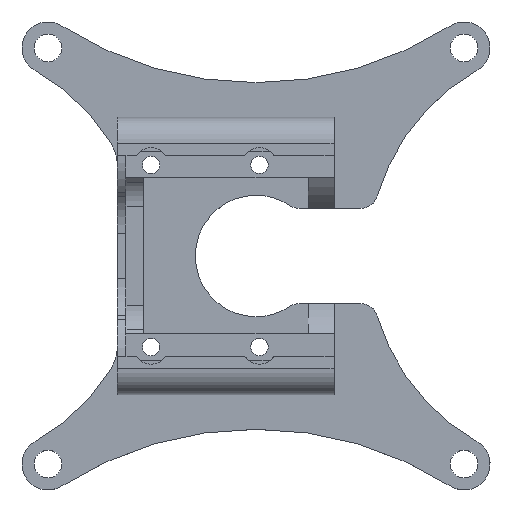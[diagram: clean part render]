
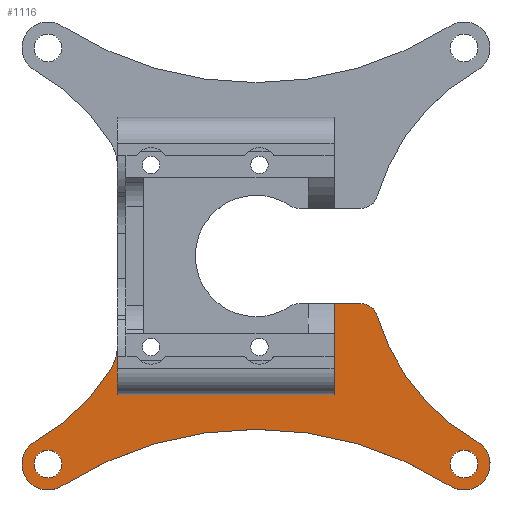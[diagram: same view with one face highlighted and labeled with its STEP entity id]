
A CAD part, top view. The second image highlights one B-rep face of the part: STEP entity #1116.
In plain terms, the highlighted planar face has unit normal (0, 0, 1).
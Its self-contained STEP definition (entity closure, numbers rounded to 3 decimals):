
#278 = VERTEX_POINT('',#279);
#279 = CARTESIAN_POINT('',(-16.,-10.413,1.));
#287 = EDGE_CURVE('',#288,#278,#290,.T.);
#288 = VERTEX_POINT('',#289);
#289 = CARTESIAN_POINT('',(-16.,-11.766,1.));
#290 = LINE('',#291,#292);
#291 = CARTESIAN_POINT('',(-16.,0.,1.));
#292 = VECTOR('',#293,1.);
#293 = DIRECTION('',(0.,1.,0.));
#295 = EDGE_CURVE('',#288,#296,#298,.T.);
#296 = VERTEX_POINT('',#297);
#297 = CARTESIAN_POINT('',(-16.,-16.,1.));
#298 = LINE('',#299,#300);
#299 = CARTESIAN_POINT('',(-16.,-4.213,1.));
#300 = VECTOR('',#301,1.);
#301 = DIRECTION('',(0.,-1.,0.));
#1071 = EDGE_CURVE('',#278,#1072,#1074,.T.);
#1072 = VERTEX_POINT('',#1073);
#1073 = CARTESIAN_POINT('',(-16.766,-13.073,1.));
#1074 = CIRCLE('',#1075,5.);
#1075 = AXIS2_PLACEMENT_3D('',#1076,#1077,#1078);
#1076 = CARTESIAN_POINT('',(-21.,-10.413,1.));
#1077 = DIRECTION('',(0.,0.,-1.));
#1078 = DIRECTION('',(0.,1.,0.));
#1116 = ADVANCED_FACE('',(#1117,#1207,#1218),#1229,.T.);
#1117 = FACE_BOUND('',#1118,.T.);
#1118 = EDGE_LOOP('',(#1119,#1128,#1137,#1146,#1155,#1164,#1173,#1182,
    #1190,#1198,#1204,#1205,#1206));
#1119 = ORIENTED_EDGE('',*,*,#1120,.F.);
#1120 = EDGE_CURVE('',#1121,#1072,#1123,.T.);
#1121 = VERTEX_POINT('',#1122);
#1122 = CARTESIAN_POINT('',(-25.477,-21.389,1.));
#1123 = CIRCLE('',#1124,24.571);
#1124 = AXIS2_PLACEMENT_3D('',#1125,#1126,#1127);
#1125 = CARTESIAN_POINT('',(-37.571,0.,1.));
#1126 = DIRECTION('',(0.,0.,1.));
#1127 = DIRECTION('',(-1.,0.,0.));
#1128 = ORIENTED_EDGE('',*,*,#1129,.T.);
#1129 = EDGE_CURVE('',#1121,#1130,#1132,.T.);
#1130 = VERTEX_POINT('',#1131);
#1131 = CARTESIAN_POINT('',(-22.387,-26.53,1.));
#1132 = CIRCLE('',#1133,3.);
#1133 = AXIS2_PLACEMENT_3D('',#1134,#1135,#1136);
#1134 = CARTESIAN_POINT('',(-24.,-24.,1.));
#1135 = DIRECTION('',(0.,0.,1.));
#1136 = DIRECTION('',(-1.,0.,0.));
#1137 = ORIENTED_EDGE('',*,*,#1138,.F.);
#1138 = EDGE_CURVE('',#1139,#1130,#1141,.T.);
#1139 = VERTEX_POINT('',#1140);
#1140 = CARTESIAN_POINT('',(0.,-20.,1.));
#1141 = CIRCLE('',#1142,41.643);
#1142 = AXIS2_PLACEMENT_3D('',#1143,#1144,#1145);
#1143 = CARTESIAN_POINT('',(0.,-61.643,1.));
#1144 = DIRECTION('',(0.,0.,1.));
#1145 = DIRECTION('',(-1.,0.,0.));
#1146 = ORIENTED_EDGE('',*,*,#1147,.T.);
#1147 = EDGE_CURVE('',#1139,#1148,#1150,.T.);
#1148 = VERTEX_POINT('',#1149);
#1149 = CARTESIAN_POINT('',(22.387,-26.53,1.));
#1150 = CIRCLE('',#1151,41.643);
#1151 = AXIS2_PLACEMENT_3D('',#1152,#1153,#1154);
#1152 = CARTESIAN_POINT('',(0.,-61.643,1.));
#1153 = DIRECTION('',(0.,0.,-1.));
#1154 = DIRECTION('',(1.,0.,0.));
#1155 = ORIENTED_EDGE('',*,*,#1156,.F.);
#1156 = EDGE_CURVE('',#1157,#1148,#1159,.T.);
#1157 = VERTEX_POINT('',#1158);
#1158 = CARTESIAN_POINT('',(25.477,-21.389,1.));
#1159 = CIRCLE('',#1160,3.);
#1160 = AXIS2_PLACEMENT_3D('',#1161,#1162,#1163);
#1161 = CARTESIAN_POINT('',(24.,-24.,1.));
#1162 = DIRECTION('',(0.,0.,-1.));
#1163 = DIRECTION('',(1.,0.,0.));
#1164 = ORIENTED_EDGE('',*,*,#1165,.T.);
#1165 = EDGE_CURVE('',#1157,#1166,#1168,.T.);
#1166 = VERTEX_POINT('',#1167);
#1167 = CARTESIAN_POINT('',(13.999,-6.935,1.));
#1168 = CIRCLE('',#1169,24.571);
#1169 = AXIS2_PLACEMENT_3D('',#1170,#1171,#1172);
#1170 = CARTESIAN_POINT('',(37.571,0.,1.));
#1171 = DIRECTION('',(0.,0.,-1.));
#1172 = DIRECTION('',(1.,0.,0.));
#1173 = ORIENTED_EDGE('',*,*,#1174,.T.);
#1174 = EDGE_CURVE('',#1166,#1175,#1177,.T.);
#1175 = VERTEX_POINT('',#1176);
#1176 = CARTESIAN_POINT('',(12.08,-5.5,1.));
#1177 = CIRCLE('',#1178,2.);
#1178 = AXIS2_PLACEMENT_3D('',#1179,#1180,#1181);
#1179 = CARTESIAN_POINT('',(12.08,-7.5,1.));
#1180 = DIRECTION('',(0.,-0.,1.));
#1181 = DIRECTION('',(0.,1.,0.));
#1182 = ORIENTED_EDGE('',*,*,#1183,.T.);
#1183 = EDGE_CURVE('',#1175,#1184,#1186,.T.);
#1184 = VERTEX_POINT('',#1185);
#1185 = CARTESIAN_POINT('',(9.,-5.5,1.));
#1186 = LINE('',#1187,#1188);
#1187 = CARTESIAN_POINT('',(-0.387,-5.5,1.));
#1188 = VECTOR('',#1189,1.);
#1189 = DIRECTION('',(-1.,0.,0.));
#1190 = ORIENTED_EDGE('',*,*,#1191,.F.);
#1191 = EDGE_CURVE('',#1192,#1184,#1194,.T.);
#1192 = VERTEX_POINT('',#1193);
#1193 = CARTESIAN_POINT('',(9.,-16.,1.));
#1194 = LINE('',#1195,#1196);
#1195 = CARTESIAN_POINT('',(9.,-5.146,1.));
#1196 = VECTOR('',#1197,1.);
#1197 = DIRECTION('',(0.,1.,0.));
#1198 = ORIENTED_EDGE('',*,*,#1199,.T.);
#1199 = EDGE_CURVE('',#1192,#296,#1200,.T.);
#1200 = LINE('',#1201,#1202);
#1201 = CARTESIAN_POINT('',(-0.974,-16.,1.));
#1202 = VECTOR('',#1203,1.);
#1203 = DIRECTION('',(-1.,0.,0.));
#1204 = ORIENTED_EDGE('',*,*,#295,.F.);
#1205 = ORIENTED_EDGE('',*,*,#287,.T.);
#1206 = ORIENTED_EDGE('',*,*,#1071,.T.);
#1207 = FACE_BOUND('',#1208,.T.);
#1208 = EDGE_LOOP('',(#1209));
#1209 = ORIENTED_EDGE('',*,*,#1210,.F.);
#1210 = EDGE_CURVE('',#1211,#1211,#1213,.T.);
#1211 = VERTEX_POINT('',#1212);
#1212 = CARTESIAN_POINT('',(-25.6,-24.,1.));
#1213 = CIRCLE('',#1214,1.6);
#1214 = AXIS2_PLACEMENT_3D('',#1215,#1216,#1217);
#1215 = CARTESIAN_POINT('',(-24.,-24.,1.));
#1216 = DIRECTION('',(0.,0.,1.));
#1217 = DIRECTION('',(-1.,0.,0.));
#1218 = FACE_BOUND('',#1219,.T.);
#1219 = EDGE_LOOP('',(#1220));
#1220 = ORIENTED_EDGE('',*,*,#1221,.T.);
#1221 = EDGE_CURVE('',#1222,#1222,#1224,.T.);
#1222 = VERTEX_POINT('',#1223);
#1223 = CARTESIAN_POINT('',(25.6,-24.,1.));
#1224 = CIRCLE('',#1225,1.6);
#1225 = AXIS2_PLACEMENT_3D('',#1226,#1227,#1228);
#1226 = CARTESIAN_POINT('',(24.,-24.,1.));
#1227 = DIRECTION('',(0.,0.,-1.));
#1228 = DIRECTION('',(1.,0.,0.));
#1229 = PLANE('',#1230);
#1230 = AXIS2_PLACEMENT_3D('',#1231,#1232,#1233);
#1231 = CARTESIAN_POINT('',(-0.773,0.,1.));
#1232 = DIRECTION('',(0.,0.,1.));
#1233 = DIRECTION('',(1.,0.,0.));
